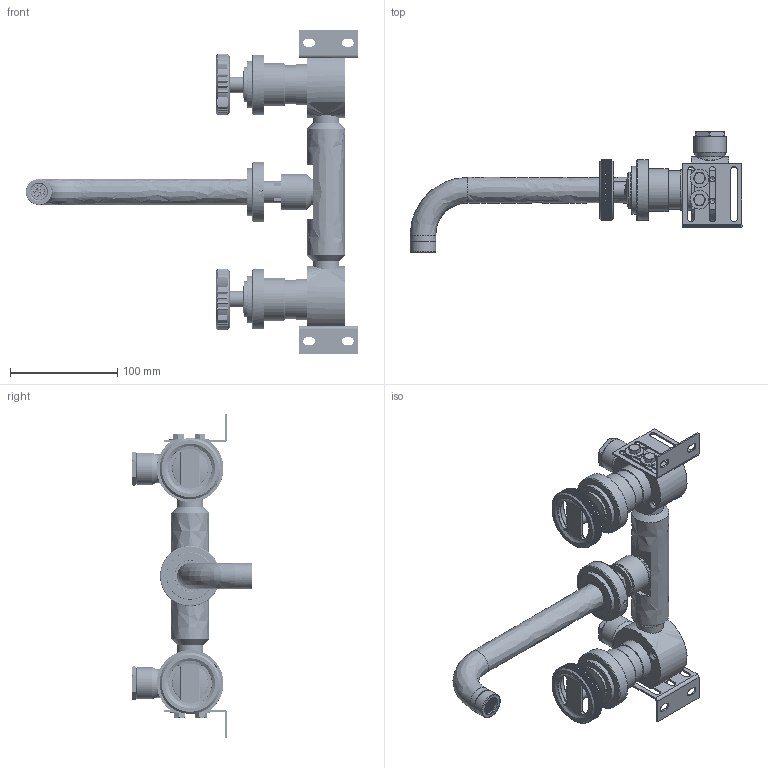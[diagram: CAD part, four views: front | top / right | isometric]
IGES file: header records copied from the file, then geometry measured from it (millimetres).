
Global section: file name: LANDMARK THINNER SPOUTS EXPORTV7K17S-3LW; native system: Autodesk Inventor 2020; preprocessor: unknown; author: clarkin; date: 20221127.042512; units: millimetre
Bounding box: 309.3 x 112.5 x 302 mm (x, y, z)
Volume: 589893.3 mm3; surface area: 293316.2 mm2
Topology: 71 solids, 71 shells, 4462 faces, 11920 edges, 7754 vertices
Faces by surface type: bspline 4462
